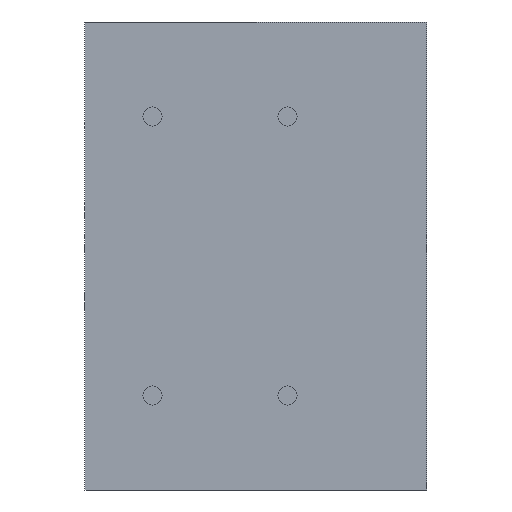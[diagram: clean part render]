
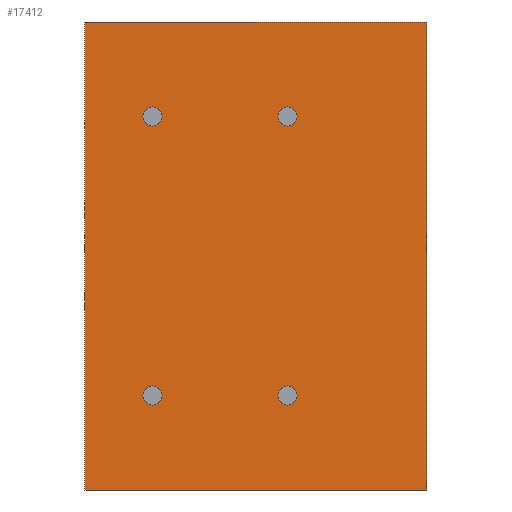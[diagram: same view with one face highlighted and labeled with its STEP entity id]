
A CAD part, front view. The second image highlights one B-rep face of the part: STEP entity #17412.
In plain terms, the highlighted planar face has unit normal (0, -1, 0).
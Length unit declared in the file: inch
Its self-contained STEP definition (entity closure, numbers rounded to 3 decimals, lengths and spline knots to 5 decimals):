
#440 = CARTESIAN_POINT ( 'NONE',  ( -1.9375, 0., -1.9375 ) ) ;
#442 = DIRECTION ( 'NONE',  ( 0., 1., 0. ) ) ;
#471 = CARTESIAN_POINT ( 'NONE',  ( 0., 0., -3.25 ) ) ;
#476 = DIRECTION ( 'NONE',  ( 0., 1., 0. ) ) ;
#494 = DIRECTION ( 'NONE',  ( 1., 0., 0. ) ) ;
#580 = DIRECTION ( 'NONE',  ( 0., 0., 1. ) ) ;
#623 = CARTESIAN_POINT ( 'NONE',  ( -4.75, 0., 3.25 ) ) ;
#628 = DIRECTION ( 'NONE',  ( 0., 0., 1. ) ) ;
#746 = CARTESIAN_POINT ( 'NONE',  ( -3.8125, 0., -1.9375 ) ) ;
#855 = DIRECTION ( 'NONE',  ( 0., 0., 1. ) ) ;
#862 = DIRECTION ( 'NONE',  ( 0., 0., -1. ) ) ;
#889 = DIRECTION ( 'NONE',  ( 0., 0., 1. ) ) ;
#905 = DIRECTION ( 'NONE',  ( 0., 1., 0. ) ) ;
#906 = DIRECTION ( 'NONE',  ( 0., 1., 0. ) ) ;
#941 = CARTESIAN_POINT ( 'NONE',  ( -3.8125, 0., 1.9375 ) ) ;
#1003 = CARTESIAN_POINT ( 'NONE',  ( -1.9375, 0., 1.9375 ) ) ;
#1161 = LINE ( 'NONE', #623, #1168 ) ;
#1167 = CIRCLE ( 'NONE', #3967, 0.133 ) ;
#1168 = VECTOR ( 'NONE', #862, 39.37008 ) ;
#2059 = DIRECTION ( 'NONE',  ( 0., 0., 1. ) ) ;
#2073 = DIRECTION ( 'NONE',  ( 0., 1., 0. ) ) ;
#3407 = CIRCLE ( 'NONE', #4004, 0.133 ) ;
#3444 = CIRCLE ( 'NONE', #4014, 0.133 ) ;
#3536 = CIRCLE ( 'NONE', #4016, 0.133 ) ;
#3573 = CIRCLE ( 'NONE', #4023, 0.133 ) ;
#3716 = CARTESIAN_POINT ( 'NONE',  ( -1.9375, 0., 1.9375 ) ) ;
#3965 = AXIS2_PLACEMENT_3D ( 'NONE', #746, #476, #855 ) ;
#3967 = AXIS2_PLACEMENT_3D ( 'NONE', #1003, #442, #628 ) ;
#3970 = AXIS2_PLACEMENT_3D ( 'NONE', #941, #905, #580 ) ;
#3971 = AXIS2_PLACEMENT_3D ( 'NONE', #440, #906, #889 ) ;
#4004 = AXIS2_PLACEMENT_3D ( 'NONE', #12041, #12037, #11989 ) ;
#4014 = AXIS2_PLACEMENT_3D ( 'NONE', #12046, #11972, #17027 ) ;
#4016 = AXIS2_PLACEMENT_3D ( 'NONE', #3716, #16869, #16884 ) ;
#4023 = AXIS2_PLACEMENT_3D ( 'NONE', #16366, #2073, #2059 ) ;
#4176 = ORIENTED_EDGE ( 'NONE', *, *, #4443, .T. ) ;
#4177 = ORIENTED_EDGE ( 'NONE', *, *, #17138, .T. ) ;
#4178 = ORIENTED_EDGE ( 'NONE', *, *, #17116, .T. ) ;
#4179 = ORIENTED_EDGE ( 'NONE', *, *, #4437, .T. ) ;
#4180 = ORIENTED_EDGE ( 'NONE', *, *, #4425, .T. ) ;
#4181 = ORIENTED_EDGE ( 'NONE', *, *, #14877, .T. ) ;
#4201 = ORIENTED_EDGE ( 'NONE', *, *, #4434, .T. ) ;
#4425 = EDGE_CURVE ( 'NONE', #8464, #8463, #1167, .T. ) ;
#4427 = EDGE_CURVE ( 'NONE', #8908, #8891, #1161, .T. ) ;
#4434 = EDGE_CURVE ( 'NONE', #8630, #8751, #5955, .T. ) ;
#4435 = EDGE_CURVE ( 'NONE', #8891, #8455, #5954, .T. ) ;
#4437 = EDGE_CURVE ( 'NONE', #8344, #8488, #5961, .T. ) ;
#4443 = EDGE_CURVE ( 'NONE', #8446, #8719, #5971, .T. ) ;
#4456 = EDGE_LOOP ( 'NONE', ( #4179, #4181 ) ) ;
#4463 = EDGE_LOOP ( 'NONE', ( #4180, #4178 ) ) ;
#4468 = EDGE_LOOP ( 'NONE', ( #4201, #9527 ) ) ;
#4469 = EDGE_LOOP ( 'NONE', ( #9205, #9207, #9482, #9481 ) ) ;
#5951 = VECTOR ( 'NONE', #494, 39.37008 ) ;
#5954 = LINE ( 'NONE', #471, #5951 ) ;
#5955 = CIRCLE ( 'NONE', #3965, 0.133 ) ;
#5961 = CIRCLE ( 'NONE', #3970, 0.133 ) ;
#5971 = CIRCLE ( 'NONE', #3971, 0.133 ) ;
#6953 = FACE_OUTER_BOUND ( 'NONE', #4469, .T. ) ;
#6968 = FACE_BOUND ( 'NONE', #11918, .T. ) ;
#6976 = FACE_BOUND ( 'NONE', #4463, .T. ) ;
#6981 = FACE_BOUND ( 'NONE', #4456, .T. ) ;
#6985 = FACE_BOUND ( 'NONE', #4468, .T. ) ;
#8344 = VERTEX_POINT ( 'NONE', #15116 ) ;
#8446 = VERTEX_POINT ( 'NONE', #15014 ) ;
#8455 = VERTEX_POINT ( 'NONE', #21940 ) ;
#8463 = VERTEX_POINT ( 'NONE', #22063 ) ;
#8464 = VERTEX_POINT ( 'NONE', #22060 ) ;
#8488 = VERTEX_POINT ( 'NONE', #22013 ) ;
#8630 = VERTEX_POINT ( 'NONE', #22068 ) ;
#8719 = VERTEX_POINT ( 'NONE', #22158 ) ;
#8751 = VERTEX_POINT ( 'NONE', #9773 ) ;
#8772 = VERTEX_POINT ( 'NONE', #9757 ) ;
#8891 = VERTEX_POINT ( 'NONE', #9677 ) ;
#8908 = VERTEX_POINT ( 'NONE', #9657 ) ;
#9205 = ORIENTED_EDGE ( 'NONE', *, *, #4435, .T. ) ;
#9207 = ORIENTED_EDGE ( 'NONE', *, *, #14796, .F. ) ;
#9481 = ORIENTED_EDGE ( 'NONE', *, *, #4427, .T. ) ;
#9482 = ORIENTED_EDGE ( 'NONE', *, *, #14800, .F. ) ;
#9527 = ORIENTED_EDGE ( 'NONE', *, *, #14925, .T. ) ;
#9578 = DIRECTION ( 'NONE',  ( 1., 0., 0. ) ) ;
#9579 = CARTESIAN_POINT ( 'NONE',  ( 0., 0., 3.25 ) ) ;
#9586 = DIRECTION ( 'NONE',  ( 0., 0., -1. ) ) ;
#9587 = CARTESIAN_POINT ( 'NONE',  ( 0., 0., 3.25 ) ) ;
#9657 = CARTESIAN_POINT ( 'NONE',  ( -4.75, 0., 3.25 ) ) ;
#9677 = CARTESIAN_POINT ( 'NONE',  ( -4.75, 0., -3.25 ) ) ;
#9757 = CARTESIAN_POINT ( 'NONE',  ( 0., 0., 3.25 ) ) ;
#9773 = CARTESIAN_POINT ( 'NONE',  ( -3.8125, 0., -2.0705 ) ) ;
#11629 = LINE ( 'NONE', #9587, #11630 ) ;
#11630 = VECTOR ( 'NONE', #9586, 39.37008 ) ;
#11637 = LINE ( 'NONE', #9579, #11638 ) ;
#11638 = VECTOR ( 'NONE', #9578, 39.37008 ) ;
#11918 = EDGE_LOOP ( 'NONE', ( #4176, #4177 ) ) ;
#11972 = DIRECTION ( 'NONE',  ( 0., 1., 0. ) ) ;
#11989 = DIRECTION ( 'NONE',  ( 0., 0., 1. ) ) ;
#12037 = DIRECTION ( 'NONE',  ( 0., 1., 0. ) ) ;
#12041 = CARTESIAN_POINT ( 'NONE',  ( -3.8125, 0., 1.9375 ) ) ;
#12046 = CARTESIAN_POINT ( 'NONE',  ( -3.8125, 0., -1.9375 ) ) ;
#14796 = EDGE_CURVE ( 'NONE', #8772, #8455, #11629, .T. ) ;
#14800 = EDGE_CURVE ( 'NONE', #8908, #8772, #11637, .T. ) ;
#14877 = EDGE_CURVE ( 'NONE', #8488, #8344, #3407, .T. ) ;
#14925 = EDGE_CURVE ( 'NONE', #8751, #8630, #3444, .T. ) ;
#15014 = CARTESIAN_POINT ( 'NONE',  ( -1.9375, 0., -1.8045 ) ) ;
#15116 = CARTESIAN_POINT ( 'NONE',  ( -3.8125, 0., 2.0705 ) ) ;
#16366 = CARTESIAN_POINT ( 'NONE',  ( -1.9375, 0., -1.9375 ) ) ;
#16869 = DIRECTION ( 'NONE',  ( 0., 1., 0. ) ) ;
#16884 = DIRECTION ( 'NONE',  ( 0., 0., 1. ) ) ;
#16980 = AXIS2_PLACEMENT_3D ( 'NONE', #19337, #19342, #19344 ) ;
#17027 = DIRECTION ( 'NONE',  ( 0., 0., 1. ) ) ;
#17116 = EDGE_CURVE ( 'NONE', #8463, #8464, #3536, .T. ) ;
#17138 = EDGE_CURVE ( 'NONE', #8719, #8446, #3573, .T. ) ;
#17412 = ADVANCED_FACE ( 'NONE', ( #6968, #6976, #6981, #6985, #6953 ), #19329, .F. ) ;
#19329 = PLANE ( 'NONE',  #16980 ) ;
#19337 = CARTESIAN_POINT ( 'NONE',  ( 0., 0., 3.25 ) ) ;
#19342 = DIRECTION ( 'NONE',  ( 0., 1., 0. ) ) ;
#19344 = DIRECTION ( 'NONE',  ( -1., 0., 0. ) ) ;
#21940 = CARTESIAN_POINT ( 'NONE',  ( 0., 0., -3.25 ) ) ;
#22013 = CARTESIAN_POINT ( 'NONE',  ( -3.8125, 0., 1.8045 ) ) ;
#22060 = CARTESIAN_POINT ( 'NONE',  ( -1.9375, 0., 2.0705 ) ) ;
#22063 = CARTESIAN_POINT ( 'NONE',  ( -1.9375, 0., 1.8045 ) ) ;
#22068 = CARTESIAN_POINT ( 'NONE',  ( -3.8125, 0., -1.8045 ) ) ;
#22158 = CARTESIAN_POINT ( 'NONE',  ( -1.9375, 0., -2.0705 ) ) ;
